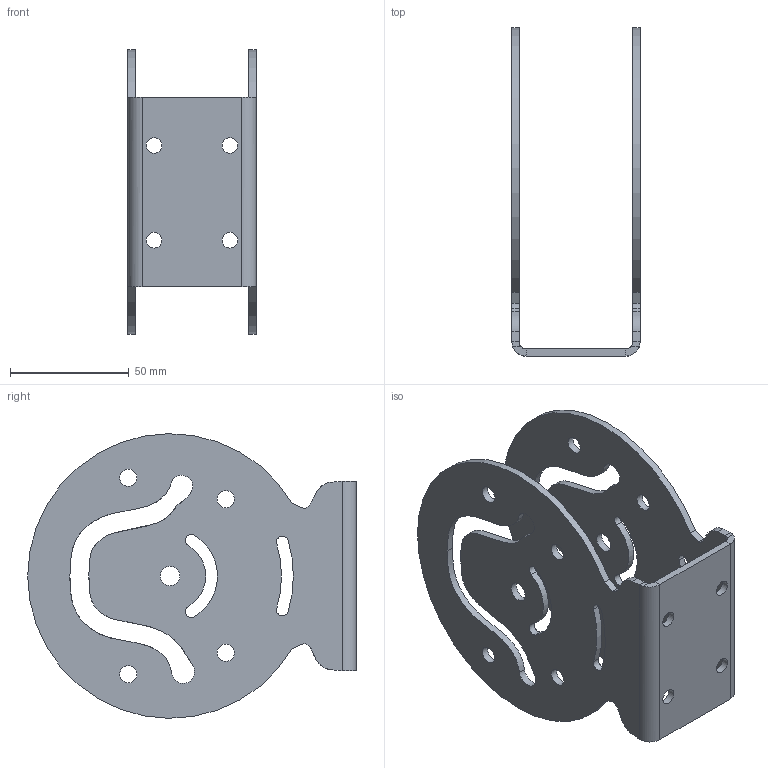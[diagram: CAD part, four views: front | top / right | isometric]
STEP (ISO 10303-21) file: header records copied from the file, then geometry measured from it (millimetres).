
FILE_DESCRIPTION(/* description */ (''),/* implementation_level */ '2;1');
FILE_NAME(/* name */ 'RR-PCSS-2021-W2M2MA.stp',/* time_stamp */ '2021-10-25T15:17:58+02:00',/* author */ ('marci'),/* organization */ ('PCSS'),/* preprocessor_version */ 'ST-DEVELOPER v18.1',/* originating_system */ 'Autodesk Inventor 2021',/* authorisation */ '');
FILE_SCHEMA (('AUTOMOTIVE_DESIGN { 1 0 10303 214 3 1 1 }'));
Length unit declared in the file: millimetre
Products named in the file (1): RR-PCSS-2021-W2M2MA
Bounding box: 54 x 138.52 x 120 mm (x, y, z)
Volume: 77530.8 mm3; surface area: 57770.1 mm2
Topology: 1 solids, 1 shells, 84 faces, 239 edges, 157 vertices
Faces by surface type: cylinder 40, bspline 34, plane 10
Full cylindrical faces by diameter (mm): 6.6 x4, 7.3 x8, 8.3 x2
Entity records: 3782 total; most frequent: CARTESIAN_POINT 1610, ORIENTED_EDGE 478, DIRECTION 378, EDGE_CURVE 239, VERTEX_POINT 157, AXIS2_PLACEMENT_3D 144, EDGE_LOOP 124, LINE 90
